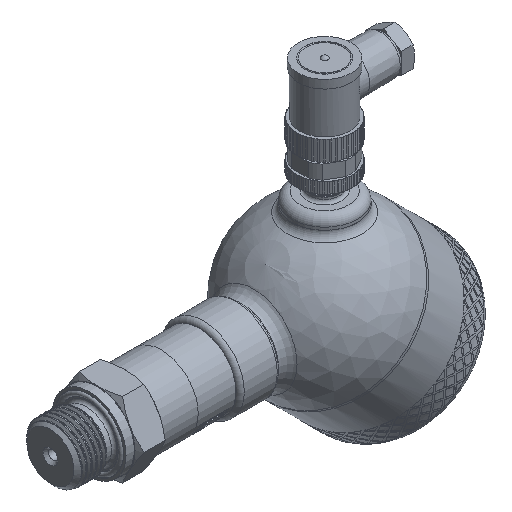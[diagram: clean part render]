
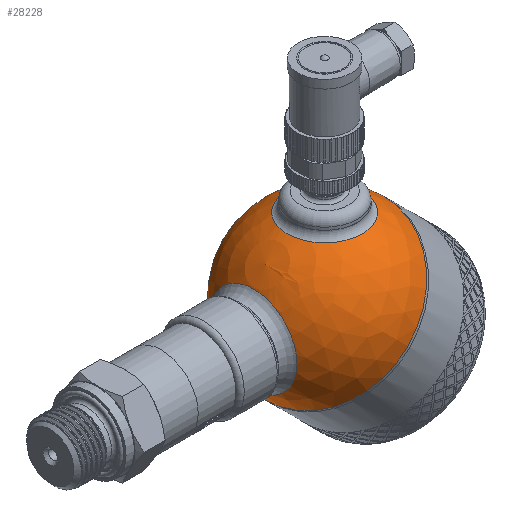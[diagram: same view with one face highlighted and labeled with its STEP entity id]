
A CAD part, isometric view. The second image highlights one B-rep face of the part: STEP entity #28228.
In plain terms, the highlighted spherical face has radius 30 mm.
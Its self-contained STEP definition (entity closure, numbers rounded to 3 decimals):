
#45=SPHERICAL_SURFACE('',#29965,30.);
#129=FACE_BOUND('',#3783,.T.);
#130=FACE_BOUND('',#3784,.T.);
#1979=FACE_OUTER_BOUND('',#3782,.T.);
#3782=EDGE_LOOP('',(#20121,#20122,#20123,#20124));
#3783=EDGE_LOOP('',(#20125));
#3784=EDGE_LOOP('',(#20126));
#5509=CIRCLE('',#29888,30.);
#5510=CIRCLE('',#29889,30.);
#5537=CIRCLE('',#29961,13.5);
#5540=CIRCLE('',#29966,30.);
#5541=CIRCLE('',#29967,15.643);
#10977=VERTEX_POINT('',#39571);
#10978=VERTEX_POINT('',#39573);
#11453=VERTEX_POINT('',#45635);
#11455=VERTEX_POINT('',#45642);
#11456=VERTEX_POINT('',#45644);
#14017=EDGE_CURVE('',#10977,#10978,#5509,.T.);
#14018=EDGE_CURVE('',#10978,#10977,#5510,.T.);
#14733=EDGE_CURVE('',#11453,#11453,#5537,.T.);
#14736=EDGE_CURVE('',#10978,#11455,#5540,.T.);
#14737=EDGE_CURVE('',#11456,#11456,#5541,.T.);
#20121=ORIENTED_EDGE('',*,*,#14018,.F.);
#20122=ORIENTED_EDGE('',*,*,#14736,.T.);
#20123=ORIENTED_EDGE('',*,*,#14736,.F.);
#20124=ORIENTED_EDGE('',*,*,#14017,.F.);
#20125=ORIENTED_EDGE('',*,*,#14737,.F.);
#20126=ORIENTED_EDGE('',*,*,#14733,.F.);
#28228=ADVANCED_FACE('',(#1979,#129,#130),#45,.T.);
#29888=AXIS2_PLACEMENT_3D('',#39574,#31751,#31752);
#29889=AXIS2_PLACEMENT_3D('',#39575,#31753,#31754);
#29961=AXIS2_PLACEMENT_3D('',#45636,#32149,#32150);
#29965=AXIS2_PLACEMENT_3D('',#45641,#32157,#32158);
#29966=AXIS2_PLACEMENT_3D('',#45643,#32159,#32160);
#29967=AXIS2_PLACEMENT_3D('',#45645,#32161,#32162);
#31751=DIRECTION('center_axis',(1.,0.,0.));
#31752=DIRECTION('ref_axis',(0.,1.,0.));
#31753=DIRECTION('center_axis',(1.,0.,0.));
#31754=DIRECTION('ref_axis',(0.,1.,0.));
#32149=DIRECTION('center_axis',(-0.707,0.,-0.707));
#32150=DIRECTION('ref_axis',(-0.707,0.,0.707));
#32157=DIRECTION('center_axis',(1.,0.,0.));
#32158=DIRECTION('ref_axis',(0.,-1.,0.));
#32159=DIRECTION('center_axis',(0.,0.,1.));
#32160=DIRECTION('ref_axis',(0.,1.,0.));
#32161=DIRECTION('center_axis',(-0.707,0.,0.707));
#32162=DIRECTION('ref_axis',(0.707,0.,0.707));
#39571=CARTESIAN_POINT('',(0.,-30.,0.));
#39573=CARTESIAN_POINT('',(0.,30.,0.));
#39574=CARTESIAN_POINT('Origin',(0.,0.,0.));
#39575=CARTESIAN_POINT('Origin',(0.,0.,0.));
#45635=CARTESIAN_POINT('',(-9.398,0.,-28.49));
#45636=CARTESIAN_POINT('Origin',(-18.944,0.,-18.944));
#45641=CARTESIAN_POINT('Origin',(0.,0.,0.));
#45642=CARTESIAN_POINT('',(-30.,0.,0.));
#45643=CARTESIAN_POINT('Origin',(0.,0.,0.));
#45644=CARTESIAN_POINT('',(-29.162,0.,7.04));
#45645=CARTESIAN_POINT('Origin',(-18.101,0.,18.101));
